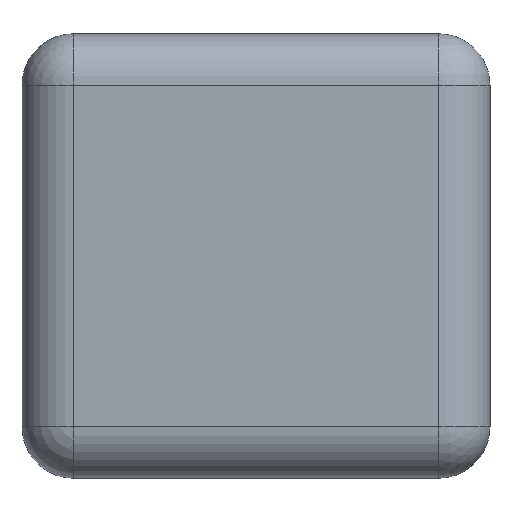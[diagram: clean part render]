
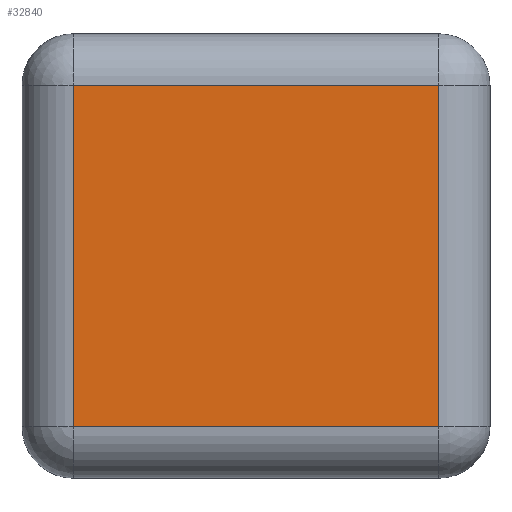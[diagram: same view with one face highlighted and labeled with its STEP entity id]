
A CAD part, front view. The second image highlights one B-rep face of the part: STEP entity #32840.
In plain terms, the highlighted planar face has unit normal (0, -1, 0).
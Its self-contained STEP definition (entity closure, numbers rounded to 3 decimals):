
#52 = EDGE_CURVE ( 'NONE', #11777, #53714, #7484, .T. ) ;
#2015 = CARTESIAN_POINT ( 'NONE',  ( -283.679, -137.821, -265.352 ) ) ;
#6834 = PLANE ( 'NONE',  #10938 ) ;
#7484 = LINE ( 'NONE', #32680, #38319 ) ;
#8898 = CARTESIAN_POINT ( 'NONE',  ( -283.679, -137.821, 0. ) ) ;
#9457 = VECTOR ( 'NONE', #14165, 1000. ) ;
#10702 = CARTESIAN_POINT ( 'NONE',  ( 0., -137.821, 265.352 ) ) ;
#10855 = CARTESIAN_POINT ( 'NONE',  ( 283.679, -137.821, 0. ) ) ;
#10938 = AXIS2_PLACEMENT_3D ( 'NONE', #26818, #23558, #40230 ) ;
#11777 = VERTEX_POINT ( 'NONE', #2015 ) ;
#12399 = DIRECTION ( 'NONE',  ( 1., 0., 0. ) ) ;
#14165 = DIRECTION ( 'NONE',  ( 0., 0., 1. ) ) ;
#15787 = ORIENTED_EDGE ( 'NONE', *, *, #52, .T. ) ;
#17345 = VECTOR ( 'NONE', #49014, 1000. ) ;
#21511 = LINE ( 'NONE', #8898, #45214 ) ;
#23558 = DIRECTION ( 'NONE',  ( 0., -1., 0. ) ) ;
#23660 = VERTEX_POINT ( 'NONE', #44412 ) ;
#24975 = VERTEX_POINT ( 'NONE', #25854 ) ;
#25302 = ORIENTED_EDGE ( 'NONE', *, *, #32318, .T. ) ;
#25854 = CARTESIAN_POINT ( 'NONE',  ( -283.679, -137.821, 265.352 ) ) ;
#26818 = CARTESIAN_POINT ( 'NONE',  ( 0., -137.821, 0. ) ) ;
#30918 = FACE_OUTER_BOUND ( 'NONE', #33723, .T. ) ;
#31583 = ORIENTED_EDGE ( 'NONE', *, *, #37740, .T. ) ;
#32318 = EDGE_CURVE ( 'NONE', #53714, #23660, #51899, .T. ) ;
#32349 = LINE ( 'NONE', #10702, #17345 ) ;
#32680 = CARTESIAN_POINT ( 'NONE',  ( 0., -137.821, -265.352 ) ) ;
#32840 = ADVANCED_FACE ( 'NONE', ( #30918 ), #6834, .T. ) ;
#33723 = EDGE_LOOP ( 'NONE', ( #25302, #47695, #31583, #15787 ) ) ;
#34111 = DIRECTION ( 'NONE',  ( 0., 0., -1. ) ) ;
#35225 = CARTESIAN_POINT ( 'NONE',  ( 283.679, -137.821, -265.352 ) ) ;
#37740 = EDGE_CURVE ( 'NONE', #24975, #11777, #21511, .T. ) ;
#38319 = VECTOR ( 'NONE', #12399, 1000. ) ;
#38490 = EDGE_CURVE ( 'NONE', #23660, #24975, #32349, .T. ) ;
#40230 = DIRECTION ( 'NONE',  ( 1., 0., 0. ) ) ;
#44412 = CARTESIAN_POINT ( 'NONE',  ( 283.679, -137.821, 265.352 ) ) ;
#45214 = VECTOR ( 'NONE', #34111, 1000. ) ;
#47695 = ORIENTED_EDGE ( 'NONE', *, *, #38490, .T. ) ;
#49014 = DIRECTION ( 'NONE',  ( -1., 0., 0. ) ) ;
#51899 = LINE ( 'NONE', #10855, #9457 ) ;
#53714 = VERTEX_POINT ( 'NONE', #35225 ) ;
